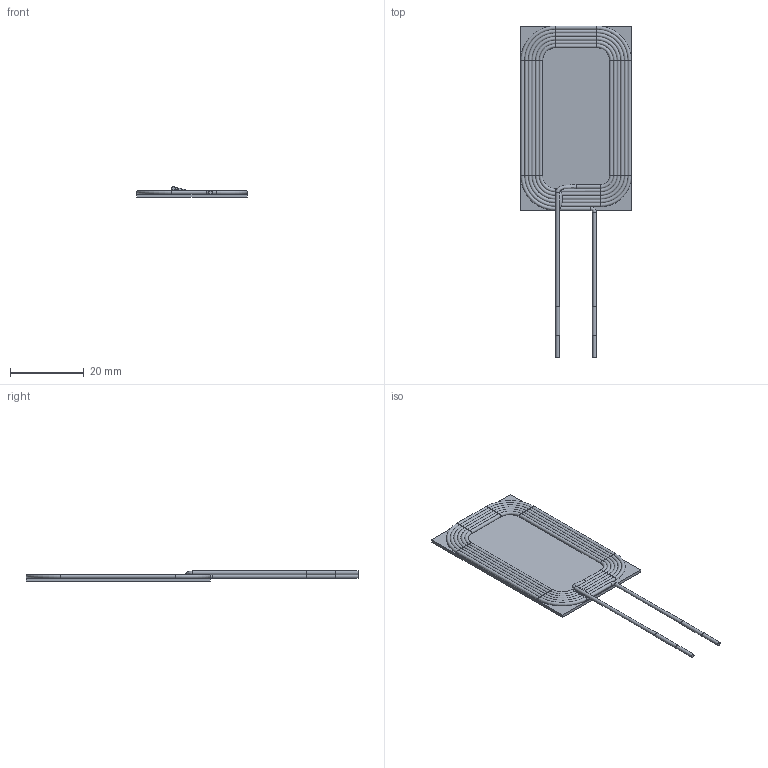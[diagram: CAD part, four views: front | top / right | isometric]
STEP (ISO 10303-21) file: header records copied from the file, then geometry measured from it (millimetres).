
FILE_DESCRIPTION(/* description */ ('Unknown'),/* implementation_level */ '2;1');
FILE_NAME(/* name */ 'L_Wurth_WE-WPCC-TX_760308102308',/* time_stamp */ '2025-04-18T17:20:03+08:00',/* author */ ('Unknown'),/* organization */ ('Unknown'),/* preprocessor_version */ 'ST-DEVELOPER v19.4',/* originating_system */ 'Solid Edge',/* authorisation */ 'Unknown');
FILE_SCHEMA (('AUTOMOTIVE_DESIGN {1 0 10303 214 3 1 1}'));
Length unit declared in the file: millimetre
Products named in the file (2): L_Wurth_WE-WPCC-TX_760308102308
Assembly tree (1 placements, depth 2):
  L_Wurth_WE-WPCC-TX_760308102308
    L_Wurth_WE-WPCC-TX_760308102308
Bounding box: 30 x 90 x 2.83 mm (x, y, z)
Volume: 1842 mm3; surface area: 5755.5 mm2
Topology: 3 solids, 3 shells, 81 faces, 160 edges, 92 vertices
Faces by surface type: cylinder 38, torus 25, plane 12, sphere 3, bspline 3
Full cylindrical faces by diameter (mm): 0.98 x29, 1.08 x2
Entity records: 2671 total; most frequent: CARTESIAN_POINT 771, DIRECTION 306, ORIENTED_EDGE 194, EDGE_LOOP 148, FACE_BOUND 148, AXIS2_PLACEMENT_3D 147, EDGE_CURVE 97, VERTEX_POINT 87
